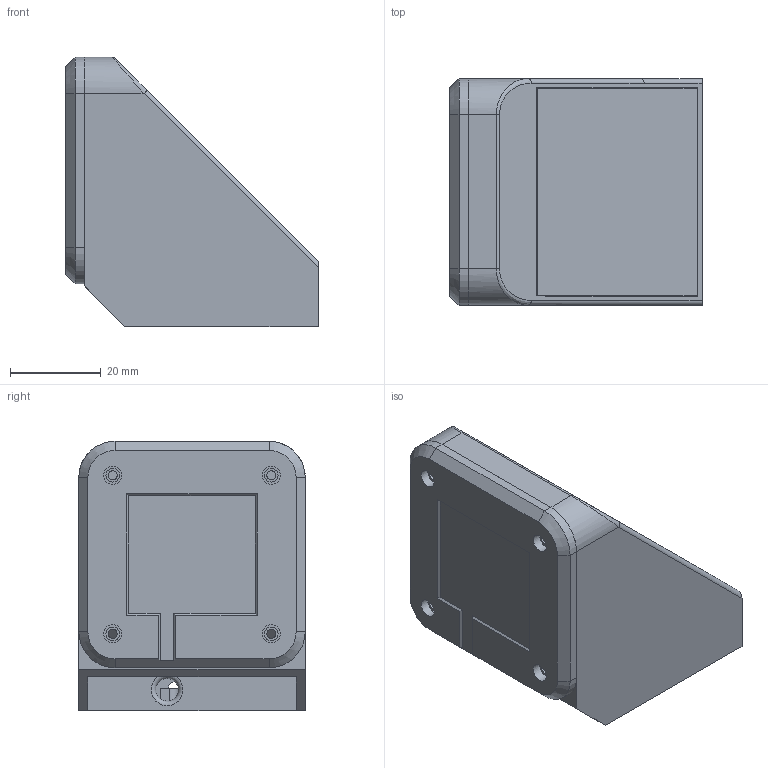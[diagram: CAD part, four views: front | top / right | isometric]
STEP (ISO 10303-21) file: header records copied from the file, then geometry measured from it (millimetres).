
FILE_DESCRIPTION(/* description */ (''),/* implementation_level */ '2;1');
FILE_NAME(/* name */ 'CSIModule-RX_TX.step',/* time_stamp */ '2025-10-30T14:32:48-04:00',/* author */ (''),/* organization */ (''),/* preprocessor_version */ 'ST-DEVELOPER v20.1',/* originating_system */ 'Autodesk Translation Framework v14.17.0.0',/* authorisation */ '');
FILE_SCHEMA (('AUTOMOTIVE_DESIGN { 1 0 10303 214 3 1 1 }'));
Length unit declared in the file: millimetre
Products named in the file (2): C3-TX; Antenna Mount v6
Assembly tree (1 placements, depth 2):
  C3-TX
    Antenna Mount v6
Bounding box: 55.66 x 50.01 x 59.46 mm (x, y, z)
Volume: 46515.9 mm3; surface area: 29411.2 mm2
Topology: 3 solids, 3 shells, 156 faces, 405 edges, 263 vertices
Faces by surface type: plane 96, cylinder 45, cone 8, bspline 4, torus 3
Full cylindrical faces by diameter (mm): 2 x4, 3 x4, 4 x4, 5 x1
Entity records: 5173 total; most frequent: CARTESIAN_POINT 1142, DIRECTION 815, ORIENTED_EDGE 810, EDGE_CURVE 405, LINE 291, VECTOR 291, VERTEX_POINT 263, AXIS2_PLACEMENT_3D 262
